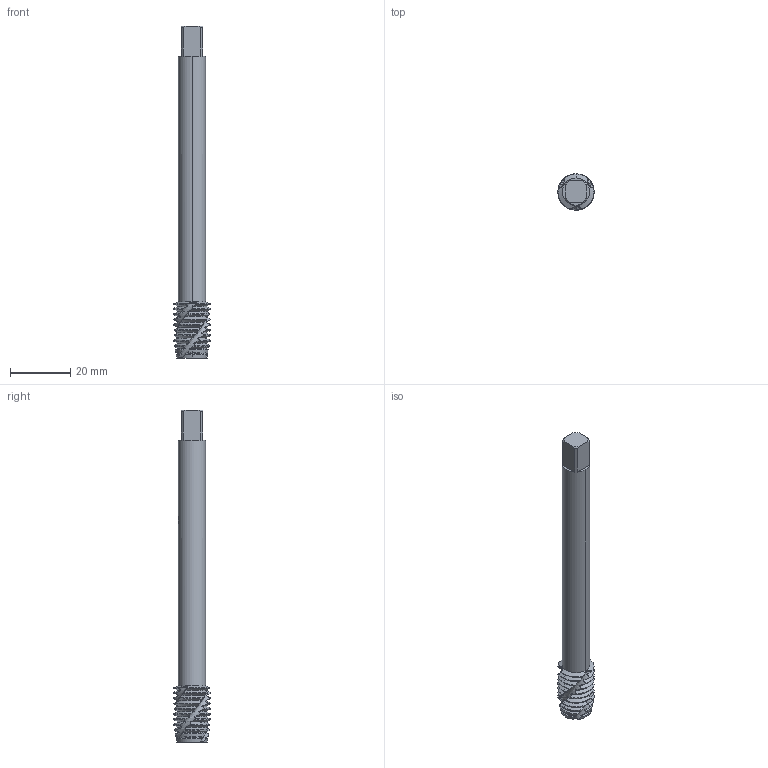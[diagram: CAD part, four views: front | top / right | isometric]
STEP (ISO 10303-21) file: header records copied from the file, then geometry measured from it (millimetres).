
FILE_DESCRIPTION(('no description'),'unknown implementation level');
FILE_NAME('solidNyuMYsPG1kDuMJPbgC1yykZpkRs_1.STP',' ',('CIM GmbH Aachen'),('CADClick - KiM GmbH - www.kimweb.de'),'unknown preprocess','ACIS','unknown authorization');
FILE_SCHEMA(('automotive_design'));
Length unit declared in the file: millimetre
Products named in the file (2): 1; 2
Bounding box: 12 x 12 x 110 mm (x, y, z)
Volume: 7293.8 mm3; surface area: 4805.9 mm2
Topology: 2 solids, 2 shells, 241 faces, 676 edges, 439 vertices
Faces by surface type: cone 118, cylinder 97, plane 17, bspline 6, revolution 3
Entity records: 19472 total; most frequent: CARTESIAN_POINT 6087, STYLED_ITEM 1358, PRESENTATION_STYLE_ASSIGNMENT 1358, COLOUR_RGB 1358, ORIENTED_EDGE 1352, DIRECTION 1112, EDGE_CURVE 676, CURVE_STYLE 676
